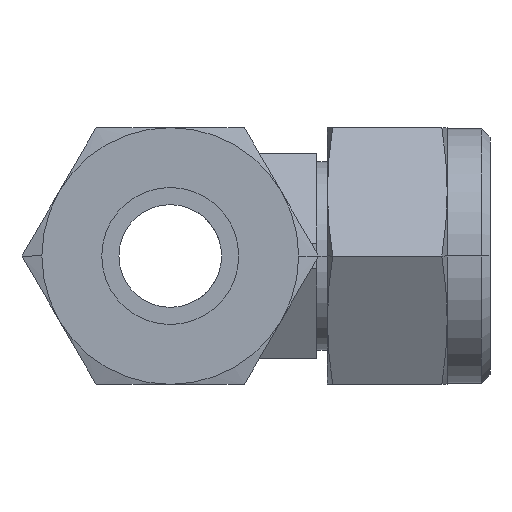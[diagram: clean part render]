
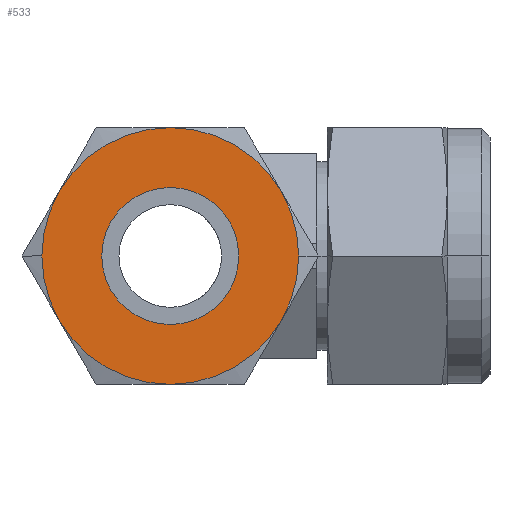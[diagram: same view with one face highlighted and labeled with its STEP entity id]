
A CAD part, left-side view. The second image highlights one B-rep face of the part: STEP entity #533.
In plain terms, the highlighted planar face has unit normal (-1, 0, 0).
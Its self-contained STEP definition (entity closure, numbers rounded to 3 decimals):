
#533 = ADVANCED_FACE( '', ( #1098, #1099 ), #1100, .T. );
#1098 = FACE_OUTER_BOUND( '', #1672, .T. );
#1099 = FACE_BOUND( '', #1673, .T. );
#1100 = PLANE( '', #1674 );
#1672 = EDGE_LOOP( '', ( #3681, #3682, #3683, #3684, #3685, #3686, #3687, #3688 ) );
#1673 = EDGE_LOOP( '', ( #3689, #3690 ) );
#1674 = AXIS2_PLACEMENT_3D( '', #3691, #3692, #3693 );
#3681 = ORIENTED_EDGE( '', *, *, #4348, .F. );
#3682 = ORIENTED_EDGE( '', *, *, #4349, .F. );
#3683 = ORIENTED_EDGE( '', *, *, #4344, .F. );
#3684 = ORIENTED_EDGE( '', *, *, #4345, .F. );
#3685 = ORIENTED_EDGE( '', *, *, #4305, .F. );
#3686 = ORIENTED_EDGE( '', *, *, #4346, .F. );
#3687 = ORIENTED_EDGE( '', *, *, #4347, .F. );
#3688 = ORIENTED_EDGE( '', *, *, #4301, .F. );
#3689 = ORIENTED_EDGE( '', *, *, #4355, .T. );
#3690 = ORIENTED_EDGE( '', *, *, #4285, .T. );
#3691 = CARTESIAN_POINT( '', ( -43., -11.5, 0. ) );
#3692 = DIRECTION( '', ( -1., 0., 0. ) );
#3693 = DIRECTION( '', ( 0., 1., 0. ) );
#4285 = EDGE_CURVE( '', #5242, #5239, #5243, .T. );
#4301 = EDGE_CURVE( '', #5267, #5270, #5271, .T. );
#4305 = EDGE_CURVE( '', #5276, #5274, #5278, .T. );
#4344 = EDGE_CURVE( '', #5294, #5313, #5339, .T. );
#4345 = EDGE_CURVE( '', #5274, #5294, #5340, .T. );
#4346 = EDGE_CURVE( '', #5326, #5276, #5341, .T. );
#4347 = EDGE_CURVE( '', #5270, #5326, #5342, .T. );
#4348 = EDGE_CURVE( '', #5306, #5267, #5343, .T. );
#4349 = EDGE_CURVE( '', #5313, #5306, #5344, .T. );
#4355 = EDGE_CURVE( '', #5239, #5242, #5350, .T. );
#5239 = VERTEX_POINT( '', #7062 );
#5242 = VERTEX_POINT( '', #7066 );
#5243 = CIRCLE( '', #7067, 8. );
#5267 = VERTEX_POINT( '', #7100 );
#5270 = VERTEX_POINT( '', #7104 );
#5271 = CIRCLE( '', #7105, 15. );
#5274 = VERTEX_POINT( '', #7117 );
#5276 = VERTEX_POINT( '', #7120 );
#5278 = CIRCLE( '', #7131, 15. );
#5294 = VERTEX_POINT( '', #7177 );
#5306 = VERTEX_POINT( '', #7227 );
#5313 = VERTEX_POINT( '', #7271 );
#5326 = VERTEX_POINT( '', #7348 );
#5339 = CIRCLE( '', #7398, 15. );
#5340 = CIRCLE( '', #7399, 15. );
#5341 = CIRCLE( '', #7400, 15. );
#5342 = CIRCLE( '', #7401, 15. );
#5343 = CIRCLE( '', #7402, 15. );
#5344 = CIRCLE( '', #7403, 15. );
#5350 = CIRCLE( '', #7409, 8. );
#7062 = CARTESIAN_POINT( '', ( -43., -8., 0. ) );
#7066 = CARTESIAN_POINT( '', ( -43., 8., 0. ) );
#7067 = AXIS2_PLACEMENT_3D( '', #8252, #8253, #8254 );
#7100 = CARTESIAN_POINT( '', ( -43., -15., 0. ) );
#7104 = CARTESIAN_POINT( '', ( -43., -12.99, -7.5 ) );
#7105 = AXIS2_PLACEMENT_3D( '', #8280, #8281, #8282 );
#7117 = CARTESIAN_POINT( '', ( -43., 15., 0. ) );
#7120 = CARTESIAN_POINT( '', ( -43., 12.99, -7.5 ) );
#7131 = AXIS2_PLACEMENT_3D( '', #8284, #8285, #8286 );
#7177 = CARTESIAN_POINT( '', ( -43., 12.99, 7.5 ) );
#7227 = CARTESIAN_POINT( '', ( -43., -12.99, 7.5 ) );
#7271 = CARTESIAN_POINT( '', ( -43., 0., 15. ) );
#7348 = CARTESIAN_POINT( '', ( -43., 0., -15. ) );
#7398 = AXIS2_PLACEMENT_3D( '', #8319, #8320, #8321 );
#7399 = AXIS2_PLACEMENT_3D( '', #8322, #8323, #8324 );
#7400 = AXIS2_PLACEMENT_3D( '', #8325, #8326, #8327 );
#7401 = AXIS2_PLACEMENT_3D( '', #8328, #8329, #8330 );
#7402 = AXIS2_PLACEMENT_3D( '', #8331, #8332, #8333 );
#7403 = AXIS2_PLACEMENT_3D( '', #8334, #8335, #8336 );
#7409 = AXIS2_PLACEMENT_3D( '', #8352, #8353, #8354 );
#8252 = CARTESIAN_POINT( '', ( -43., 0., 0. ) );
#8253 = DIRECTION( '', ( 1., 0., 0. ) );
#8254 = DIRECTION( '', ( 0., -1., 0. ) );
#8280 = CARTESIAN_POINT( '', ( -43., 0., 0. ) );
#8281 = DIRECTION( '', ( 1., 0., 0. ) );
#8282 = DIRECTION( '', ( 0., -1., 0. ) );
#8284 = CARTESIAN_POINT( '', ( -43., 0., 0. ) );
#8285 = DIRECTION( '', ( 1., 0., 0. ) );
#8286 = DIRECTION( '', ( 0., -1., 0. ) );
#8319 = CARTESIAN_POINT( '', ( -43., 0., 0. ) );
#8320 = DIRECTION( '', ( 1., 0., 0. ) );
#8321 = DIRECTION( '', ( 0., -1., 0. ) );
#8322 = CARTESIAN_POINT( '', ( -43., 0., 0. ) );
#8323 = DIRECTION( '', ( 1., 0., 0. ) );
#8324 = DIRECTION( '', ( 0., -1., 0. ) );
#8325 = CARTESIAN_POINT( '', ( -43., 0., 0. ) );
#8326 = DIRECTION( '', ( 1., 0., 0. ) );
#8327 = DIRECTION( '', ( 0., -1., 0. ) );
#8328 = CARTESIAN_POINT( '', ( -43., 0., 0. ) );
#8329 = DIRECTION( '', ( 1., 0., 0. ) );
#8330 = DIRECTION( '', ( 0., -1., 0. ) );
#8331 = CARTESIAN_POINT( '', ( -43., 0., 0. ) );
#8332 = DIRECTION( '', ( 1., 0., 0. ) );
#8333 = DIRECTION( '', ( 0., -1., 0. ) );
#8334 = CARTESIAN_POINT( '', ( -43., 0., 0. ) );
#8335 = DIRECTION( '', ( 1., 0., 0. ) );
#8336 = DIRECTION( '', ( 0., -1., 0. ) );
#8352 = CARTESIAN_POINT( '', ( -43., 0., 0. ) );
#8353 = DIRECTION( '', ( 1., 0., 0. ) );
#8354 = DIRECTION( '', ( 0., -1., 0. ) );
